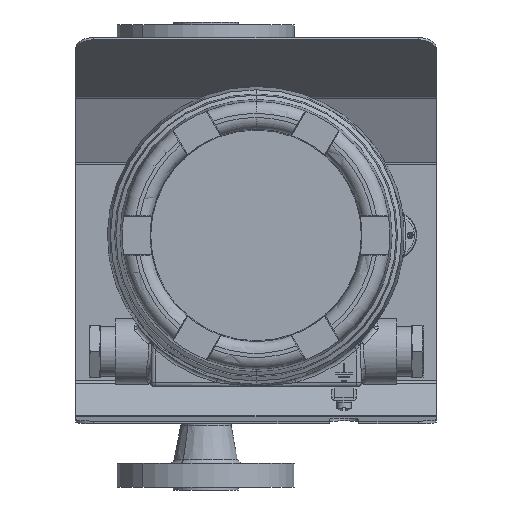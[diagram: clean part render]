
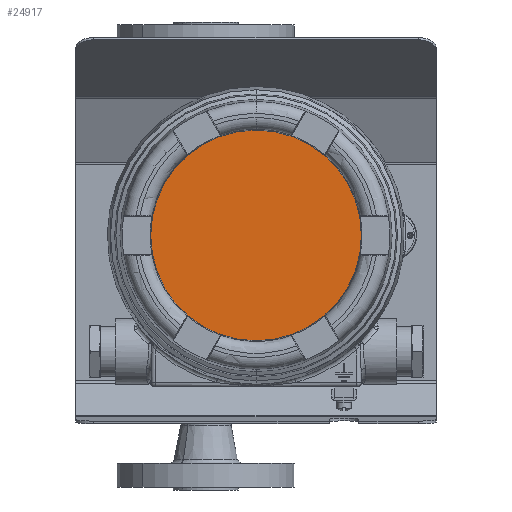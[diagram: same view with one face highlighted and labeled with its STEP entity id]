
A CAD part, front view. The second image highlights one B-rep face of the part: STEP entity #24917.
In plain terms, the highlighted planar face has unit normal (0, -1, 0).
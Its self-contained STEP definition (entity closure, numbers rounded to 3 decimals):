
#1083 = DIRECTION ( 'NONE',  ( 0., 0., -1. ) ) ;
#1926 = DIRECTION ( 'NONE',  ( 0., -1., 0. ) ) ;
#1955 = AXIS2_PLACEMENT_3D ( 'NONE', #17691, #35047, #1083 ) ;
#3788 = ORIENTED_EDGE ( 'NONE', *, *, #4538, .F. ) ;
#4359 = PLANE ( 'NONE',  #28237 ) ;
#4538 = EDGE_CURVE ( 'NONE', #35628, #4682, #33518, .T. ) ;
#4682 = VERTEX_POINT ( 'NONE', #14837 ) ;
#7732 = DIRECTION ( 'NONE',  ( 0., 1., 0. ) ) ;
#10232 = CARTESIAN_POINT ( 'NONE',  ( 25.238, -209.994, 74.997 ) ) ;
#11628 = CARTESIAN_POINT ( 'NONE',  ( 25.238, -209.994, 131.274 ) ) ;
#12182 = CIRCLE ( 'NONE', #1955, 56.277 ) ;
#13050 = AXIS2_PLACEMENT_3D ( 'NONE', #27545, #7732, #36032 ) ;
#13747 = ORIENTED_EDGE ( 'NONE', *, *, #31730, .F. ) ;
#14119 = EDGE_LOOP ( 'NONE', ( #3788, #13747 ) ) ;
#14837 = CARTESIAN_POINT ( 'NONE',  ( 25.238, -209.994, 18.72 ) ) ;
#17691 = CARTESIAN_POINT ( 'NONE',  ( 25.238, -209.994, 74.997 ) ) ;
#24402 = DIRECTION ( 'NONE',  ( 0., 0., -1. ) ) ;
#24917 = ADVANCED_FACE ( 'NONE', ( #30235 ), #4359, .T. ) ;
#27545 = CARTESIAN_POINT ( 'NONE',  ( 25.238, -209.994, 74.997 ) ) ;
#28237 = AXIS2_PLACEMENT_3D ( 'NONE', #10232, #1926, #24402 ) ;
#30235 = FACE_OUTER_BOUND ( 'NONE', #14119, .T. ) ;
#31730 = EDGE_CURVE ( 'NONE', #4682, #35628, #12182, .T. ) ;
#33518 = CIRCLE ( 'NONE', #13050, 56.277 ) ;
#35047 = DIRECTION ( 'NONE',  ( 0., 1., 0. ) ) ;
#35628 = VERTEX_POINT ( 'NONE', #11628 ) ;
#36032 = DIRECTION ( 'NONE',  ( 0., 0., -1. ) ) ;
